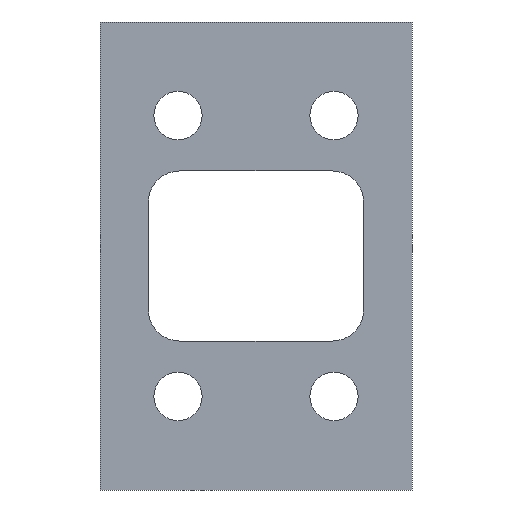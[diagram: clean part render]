
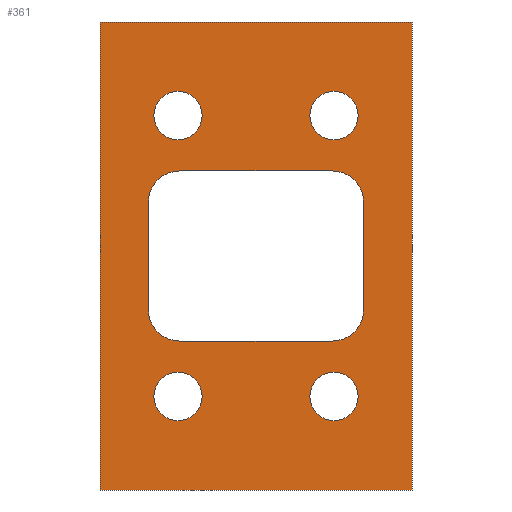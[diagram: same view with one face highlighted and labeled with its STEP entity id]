
A CAD part, left-side view. The second image highlights one B-rep face of the part: STEP entity #361.
In plain terms, the highlighted planar face has unit normal (-1, 0, 0).
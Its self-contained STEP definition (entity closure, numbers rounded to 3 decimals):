
#15=FACE_BOUND('',#70,.T.);
#16=FACE_BOUND('',#71,.T.);
#17=FACE_BOUND('',#72,.T.);
#18=FACE_BOUND('',#73,.T.);
#19=FACE_BOUND('',#74,.T.);
#33=PLANE('',#409);
#51=FACE_OUTER_BOUND('',#69,.T.);
#69=EDGE_LOOP('',(#305,#306,#307,#308));
#70=EDGE_LOOP('',(#309,#310,#311,#312,#313,#314,#315,#316));
#71=EDGE_LOOP('',(#317));
#72=EDGE_LOOP('',(#318));
#73=EDGE_LOOP('',(#319));
#74=EDGE_LOOP('',(#320));
#85=LINE('',#528,#117);
#89=LINE('',#540,#121);
#92=LINE('',#548,#124);
#96=LINE('',#555,#128);
#104=LINE('',#591,#136);
#107=LINE('',#600,#139);
#110=LINE('',#606,#142);
#112=LINE('',#609,#144);
#117=VECTOR('',#425,10.);
#121=VECTOR('',#437,10.);
#124=VECTOR('',#442,10.);
#128=VECTOR('',#448,10.);
#136=VECTOR('',#488,10.);
#139=VECTOR('',#499,10.);
#142=VECTOR('',#504,10.);
#144=VECTOR('',#508,10.);
#146=CIRCLE('',#379,2.);
#148=CIRCLE('',#383,2.);
#150=CIRCLE('',#389,1.55);
#152=CIRCLE('',#392,1.55);
#154=CIRCLE('',#395,1.55);
#156=CIRCLE('',#398,1.55);
#158=CIRCLE('',#401,2.);
#160=CIRCLE('',#405,2.);
#163=VERTEX_POINT('',#518);
#164=VERTEX_POINT('',#520);
#166=VERTEX_POINT('',#526);
#168=VERTEX_POINT('',#532);
#170=VERTEX_POINT('',#538);
#173=VERTEX_POINT('',#545);
#174=VERTEX_POINT('',#547);
#176=VERTEX_POINT('',#553);
#178=VERTEX_POINT('',#559);
#180=VERTEX_POINT('',#565);
#182=VERTEX_POINT('',#571);
#184=VERTEX_POINT('',#577);
#186=VERTEX_POINT('',#583);
#188=VERTEX_POINT('',#589);
#190=VERTEX_POINT('',#595);
#192=VERTEX_POINT('',#604);
#195=EDGE_CURVE('',#163,#164,#146,.T.);
#199=EDGE_CURVE('',#166,#163,#85,.T.);
#202=EDGE_CURVE('',#168,#166,#148,.T.);
#205=EDGE_CURVE('',#170,#168,#89,.T.);
#208=EDGE_CURVE('',#173,#174,#92,.T.);
#212=EDGE_CURVE('',#176,#173,#96,.T.);
#215=EDGE_CURVE('',#178,#178,#150,.T.);
#218=EDGE_CURVE('',#180,#180,#152,.T.);
#221=EDGE_CURVE('',#182,#182,#154,.T.);
#224=EDGE_CURVE('',#184,#184,#156,.T.);
#227=EDGE_CURVE('',#186,#170,#158,.T.);
#230=EDGE_CURVE('',#188,#186,#104,.T.);
#233=EDGE_CURVE('',#190,#188,#160,.T.);
#235=EDGE_CURVE('',#164,#190,#107,.T.);
#238=EDGE_CURVE('',#192,#176,#110,.T.);
#240=EDGE_CURVE('',#174,#192,#112,.T.);
#305=ORIENTED_EDGE('',*,*,#208,.F.);
#306=ORIENTED_EDGE('',*,*,#212,.F.);
#307=ORIENTED_EDGE('',*,*,#238,.F.);
#308=ORIENTED_EDGE('',*,*,#240,.F.);
#309=ORIENTED_EDGE('',*,*,#202,.F.);
#310=ORIENTED_EDGE('',*,*,#205,.F.);
#311=ORIENTED_EDGE('',*,*,#227,.F.);
#312=ORIENTED_EDGE('',*,*,#230,.F.);
#313=ORIENTED_EDGE('',*,*,#233,.F.);
#314=ORIENTED_EDGE('',*,*,#235,.F.);
#315=ORIENTED_EDGE('',*,*,#195,.F.);
#316=ORIENTED_EDGE('',*,*,#199,.F.);
#317=ORIENTED_EDGE('',*,*,#224,.F.);
#318=ORIENTED_EDGE('',*,*,#221,.F.);
#319=ORIENTED_EDGE('',*,*,#218,.F.);
#320=ORIENTED_EDGE('',*,*,#215,.F.);
#361=ADVANCED_FACE('',(#51,#15,#16,#17,#18,#19),#33,.F.);
#379=AXIS2_PLACEMENT_3D('',#521,#418,#419);
#383=AXIS2_PLACEMENT_3D('',#534,#431,#432);
#389=AXIS2_PLACEMENT_3D('',#561,#454,#455);
#392=AXIS2_PLACEMENT_3D('',#567,#461,#462);
#395=AXIS2_PLACEMENT_3D('',#573,#468,#469);
#398=AXIS2_PLACEMENT_3D('',#579,#475,#476);
#401=AXIS2_PLACEMENT_3D('',#585,#482,#483);
#405=AXIS2_PLACEMENT_3D('',#597,#494,#495);
#409=AXIS2_PLACEMENT_3D('',#610,#509,#510);
#418=DIRECTION('center_axis',(-1.,0.,0.));
#419=DIRECTION('ref_axis',(0.,0.,1.));
#425=DIRECTION('',(0.,0.,1.));
#431=DIRECTION('center_axis',(-1.,0.,0.));
#432=DIRECTION('ref_axis',(0.,-1.,0.));
#437=DIRECTION('',(0.,-1.,0.));
#442=DIRECTION('',(0.,1.,0.));
#448=DIRECTION('',(0.,0.,-1.));
#454=DIRECTION('center_axis',(-1.,0.,0.));
#455=DIRECTION('ref_axis',(0.,1.,0.));
#461=DIRECTION('center_axis',(-1.,0.,0.));
#462=DIRECTION('ref_axis',(0.,1.,0.));
#468=DIRECTION('center_axis',(-1.,0.,0.));
#469=DIRECTION('ref_axis',(0.,1.,0.));
#475=DIRECTION('center_axis',(-1.,0.,0.));
#476=DIRECTION('ref_axis',(0.,1.,0.));
#482=DIRECTION('center_axis',(-1.,0.,0.));
#483=DIRECTION('ref_axis',(0.,0.,-1.));
#488=DIRECTION('',(0.,0.,-1.));
#494=DIRECTION('center_axis',(-1.,0.,0.));
#495=DIRECTION('ref_axis',(0.,1.,0.));
#499=DIRECTION('',(0.,1.,0.));
#504=DIRECTION('',(0.,-1.,0.));
#508=DIRECTION('',(0.,0.,1.));
#509=DIRECTION('center_axis',(1.,0.,0.));
#510=DIRECTION('ref_axis',(0.,1.,0.));
#518=CARTESIAN_POINT('',(0.,-6.9,-58.3));
#520=CARTESIAN_POINT('',(0.,-4.9,-56.3));
#521=CARTESIAN_POINT('Origin',(0.,-4.9,-58.3));
#526=CARTESIAN_POINT('',(0.,-6.9,-65.2));
#528=CARTESIAN_POINT('',(0.,-6.9,-65.2));
#532=CARTESIAN_POINT('',(0.,-4.9,-67.2));
#534=CARTESIAN_POINT('Origin',(0.,-4.9,-65.2));
#538=CARTESIAN_POINT('',(0.,4.9,-67.2));
#540=CARTESIAN_POINT('',(0.,4.9,-67.2));
#545=CARTESIAN_POINT('',(0.,-10.,-76.75));
#547=CARTESIAN_POINT('',(0.,10.,-76.75));
#548=CARTESIAN_POINT('',(0.,-10.,-76.75));
#553=CARTESIAN_POINT('',(0.,-10.,-46.75));
#555=CARTESIAN_POINT('',(0.,-10.,23.25));
#559=CARTESIAN_POINT('',(0.,3.45,-52.75));
#561=CARTESIAN_POINT('Origin',(0.,5.,-52.75));
#565=CARTESIAN_POINT('',(0.,-6.55,-70.75));
#567=CARTESIAN_POINT('Origin',(0.,-5.,-70.75));
#571=CARTESIAN_POINT('',(0.,3.45,-70.75));
#573=CARTESIAN_POINT('Origin',(0.,5.,-70.75));
#577=CARTESIAN_POINT('',(0.,-6.55,-52.75));
#579=CARTESIAN_POINT('Origin',(0.,-5.,-52.75));
#583=CARTESIAN_POINT('',(0.,6.9,-65.2));
#585=CARTESIAN_POINT('Origin',(0.,4.9,-65.2));
#589=CARTESIAN_POINT('',(0.,6.9,-58.3));
#591=CARTESIAN_POINT('',(0.,6.9,-58.3));
#595=CARTESIAN_POINT('',(0.,4.9,-56.3));
#597=CARTESIAN_POINT('Origin',(0.,4.9,-58.3));
#600=CARTESIAN_POINT('',(0.,-4.9,-56.3));
#604=CARTESIAN_POINT('',(0.,10.,-46.75));
#606=CARTESIAN_POINT('',(0.,140.,-46.75));
#609=CARTESIAN_POINT('',(0.,10.,-76.75));
#610=CARTESIAN_POINT('Origin',(0.,0.,-61.75));
